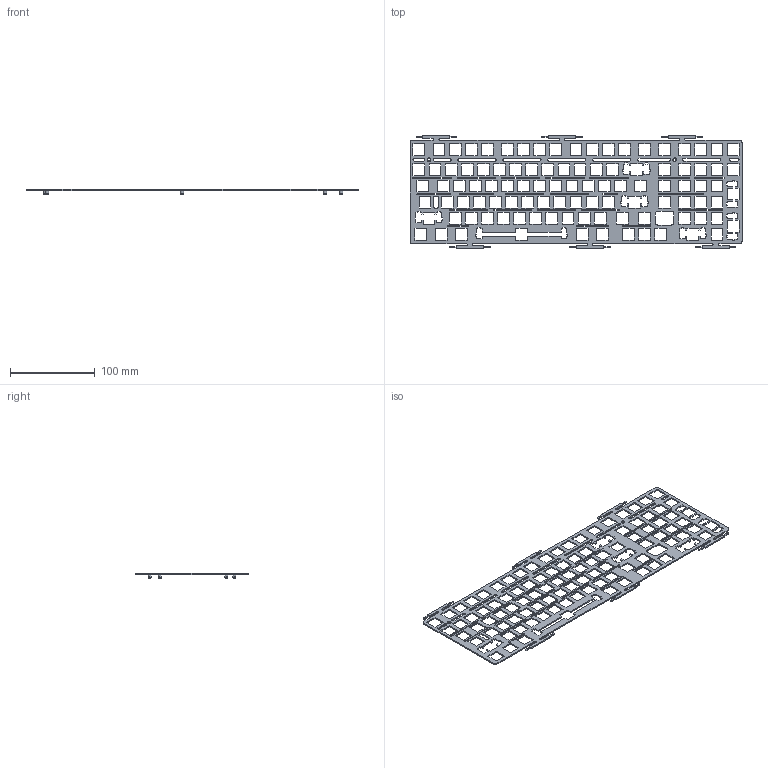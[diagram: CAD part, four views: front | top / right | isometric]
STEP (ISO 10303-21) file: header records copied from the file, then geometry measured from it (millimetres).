
FILE_DESCRIPTION((''),'2;1');
FILE_NAME('KG118-PC-DWB_1','2025-10-22T21:46:09',('13602'),(''),'CREO PARAMETRIC BY PTC INC, 2019010','CREO PARAMETRIC BY PTC INC, 2019010','');
FILE_SCHEMA(('CONFIG_CONTROL_DESIGN'));
Length unit declared in the file: millimetre
Products named in the file (1): KG118-PC-DWB_1
Bounding box: 391.44 x 133.55 x 6 mm (x, y, z)
Volume: 36542.5 mm3; surface area: 64563.5 mm2
Topology: 1 solids, 1 shells, 1014 faces, 3039 edges, 2042 vertices
Faces by surface type: plane 817, cylinder 183, torus 10, cone 4
Entity records: 34541 total; most frequent: CARTESIAN_POINT 6095, ORIENTED_EDGE 6078, DIRECTION 5519, EDGE_CURVE 3039, VECTOR 2587, LINE 2587, VERTEX_POINT 2042, AXIS2_PLACEMENT_3D 1466
